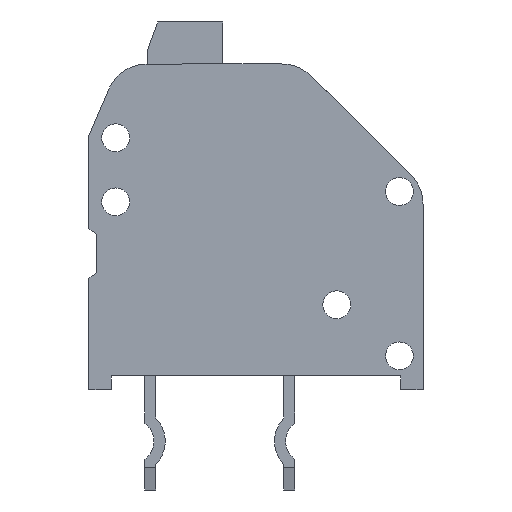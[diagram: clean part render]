
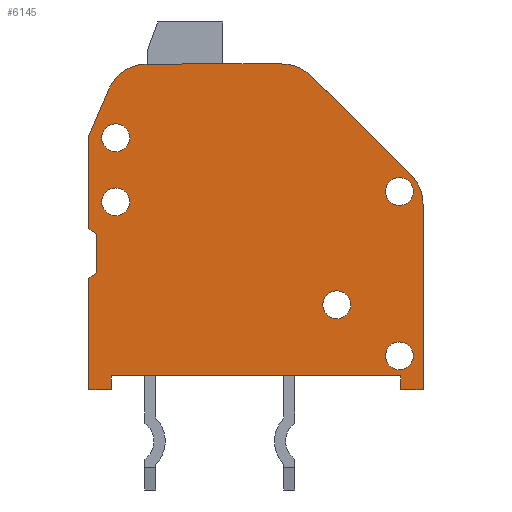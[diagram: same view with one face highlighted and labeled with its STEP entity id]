
A CAD part, left-side view. The second image highlights one B-rep face of the part: STEP entity #6145.
In plain terms, the highlighted planar face has unit normal (-1, 0, 0).
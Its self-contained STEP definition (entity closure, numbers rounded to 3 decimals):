
#5256 = VERTEX_POINT('',#5257);
#5257 = CARTESIAN_POINT('',(-21.798,-2.9,2.553)
  );
#5275 = VERTEX_POINT('',#5276);
#5276 = CARTESIAN_POINT('',(-21.798,-2.9,3.553)
  );
#5282 = EDGE_CURVE('',#5275,#5256,#5283,.T.);
#5283 = CIRCLE('',#5284,0.5);
#5284 = AXIS2_PLACEMENT_3D('',#5285,#5286,#5287);
#5285 = CARTESIAN_POINT('',(-21.798,-2.9,3.053)
  );
#5286 = DIRECTION('',(1.,0.,-0.));
#5287 = DIRECTION('',(0.,0.,1.));
#5298 = VERTEX_POINT('',#5299);
#5299 = CARTESIAN_POINT('',(-21.798,-5.15,0.716));
#5317 = VERTEX_POINT('',#5318);
#5318 = CARTESIAN_POINT('',(-21.798,-5.15,1.716));
#5324 = EDGE_CURVE('',#5317,#5298,#5325,.T.);
#5325 = CIRCLE('',#5326,0.5);
#5326 = AXIS2_PLACEMENT_3D('',#5327,#5328,#5329);
#5327 = CARTESIAN_POINT('',(-21.798,-5.15,1.216));
#5328 = DIRECTION('',(1.,0.,-0.));
#5329 = DIRECTION('',(0.,0.,1.));
#5340 = VERTEX_POINT('',#5341);
#5341 = CARTESIAN_POINT('',(-21.798,-5.15,6.619)
  );
#5359 = VERTEX_POINT('',#5360);
#5360 = CARTESIAN_POINT('',(-21.798,-5.15,7.619)
  );
#5366 = EDGE_CURVE('',#5359,#5340,#5367,.T.);
#5367 = CIRCLE('',#5368,0.5);
#5368 = AXIS2_PLACEMENT_3D('',#5369,#5370,#5371);
#5369 = CARTESIAN_POINT('',(-21.798,-5.15,7.119)
  );
#5370 = DIRECTION('',(1.,0.,-0.));
#5371 = DIRECTION('',(0.,0.,1.));
#5382 = VERTEX_POINT('',#5383);
#5383 = CARTESIAN_POINT('',(-21.798,5.039,8.548));
#5401 = VERTEX_POINT('',#5402);
#5402 = CARTESIAN_POINT('',(-21.798,5.039,9.548));
#5408 = EDGE_CURVE('',#5401,#5382,#5409,.T.);
#5409 = CIRCLE('',#5410,0.5);
#5410 = AXIS2_PLACEMENT_3D('',#5411,#5412,#5413);
#5411 = CARTESIAN_POINT('',(-21.798,5.039,9.048));
#5412 = DIRECTION('',(1.,0.,-0.));
#5413 = DIRECTION('',(0.,0.,1.));
#5424 = VERTEX_POINT('',#5425);
#5425 = CARTESIAN_POINT('',(-21.798,5.039,6.247));
#5443 = VERTEX_POINT('',#5444);
#5444 = CARTESIAN_POINT('',(-21.798,5.039,7.247));
#5450 = EDGE_CURVE('',#5443,#5424,#5451,.T.);
#5451 = CIRCLE('',#5452,0.5);
#5452 = AXIS2_PLACEMENT_3D('',#5453,#5454,#5455);
#5453 = CARTESIAN_POINT('',(-21.798,5.039,6.747));
#5454 = DIRECTION('',(1.,0.,-0.));
#5455 = DIRECTION('',(0.,0.,1.));
#5476 = VERTEX_POINT('',#5477);
#5477 = CARTESIAN_POINT('',(-21.798,4.022,11.696)
  );
#5483 = EDGE_CURVE('',#5476,#5484,#5486,.T.);
#5484 = VERTEX_POINT('',#5485);
#5485 = CARTESIAN_POINT('',(-21.798,0.721,11.7));
#5486 = LINE('',#5487,#5488);
#5487 = CARTESIAN_POINT('',(-21.798,0.015,
    11.701));
#5488 = VECTOR('',#5489,1.);
#5489 = DIRECTION('',(0.,-1.,0.001));
#5515 = VERTEX_POINT('',#5516);
#5516 = CARTESIAN_POINT('',(-21.798,5.287,10.791)
  );
#5522 = EDGE_CURVE('',#5476,#5515,#5523,.T.);
#5523 = CIRCLE('',#5524,1.5);
#5524 = AXIS2_PLACEMENT_3D('',#5525,#5526,#5527);
#5525 = CARTESIAN_POINT('',(-21.798,3.909,10.2));
#5526 = DIRECTION('',(-1.,0.,0.));
#5527 = DIRECTION('',(0.,0.,1.));
#5547 = VERTEX_POINT('',#5548);
#5548 = CARTESIAN_POINT('',(-21.798,6.,9.127));
#5554 = EDGE_CURVE('',#5515,#5547,#5555,.T.);
#5555 = LINE('',#5556,#5557);
#5556 = CARTESIAN_POINT('',(-21.798,8.373,3.586)
  );
#5557 = VECTOR('',#5558,1.);
#5558 = DIRECTION('',(0.,0.394,-0.919));
#5578 = VERTEX_POINT('',#5579);
#5579 = CARTESIAN_POINT('',(-21.798,6.,5.775));
#5585 = EDGE_CURVE('',#5547,#5578,#5586,.T.);
#5586 = LINE('',#5587,#5588);
#5587 = CARTESIAN_POINT('',(-21.798,6.,0.));
#5588 = VECTOR('',#5589,1.);
#5589 = DIRECTION('',(0.,0.,-1.));
#5609 = VERTEX_POINT('',#5610);
#5610 = CARTESIAN_POINT('',(-21.798,5.733,5.584)
  );
#5616 = EDGE_CURVE('',#5578,#5609,#5617,.T.);
#5617 = LINE('',#5618,#5619);
#5618 = CARTESIAN_POINT('',(-21.798,-0.698,0.974)
  );
#5619 = VECTOR('',#5620,1.);
#5620 = DIRECTION('',(0.,-0.813,-0.583));
#5640 = VERTEX_POINT('',#5641);
#5641 = CARTESIAN_POINT('',(-21.798,5.733,4.219)
  );
#5647 = EDGE_CURVE('',#5609,#5640,#5648,.T.);
#5648 = LINE('',#5649,#5650);
#5649 = CARTESIAN_POINT('',(-21.798,5.733,0.));
#5650 = VECTOR('',#5651,1.);
#5651 = DIRECTION('',(0.,0.,-1.));
#5671 = VERTEX_POINT('',#5672);
#5672 = CARTESIAN_POINT('',(-21.798,6.,3.987));
#5678 = EDGE_CURVE('',#5640,#5671,#5679,.T.);
#5679 = LINE('',#5680,#5681);
#5680 = CARTESIAN_POINT('',(-21.798,4.561,5.24));
#5681 = VECTOR('',#5682,1.);
#5682 = DIRECTION('',(0.,0.754,-0.657));
#5702 = VERTEX_POINT('',#5703);
#5703 = CARTESIAN_POINT('',(-21.798,6.,0.));
#5709 = EDGE_CURVE('',#5671,#5702,#5710,.T.);
#5710 = LINE('',#5711,#5712);
#5711 = CARTESIAN_POINT('',(-21.798,6.,0.));
#5712 = VECTOR('',#5713,1.);
#5713 = DIRECTION('',(0.,0.,-1.));
#5733 = VERTEX_POINT('',#5734);
#5734 = CARTESIAN_POINT('',(-21.798,5.2,0.));
#5740 = EDGE_CURVE('',#5702,#5733,#5741,.T.);
#5741 = LINE('',#5742,#5743);
#5742 = CARTESIAN_POINT('',(-21.798,0.,
    0.));
#5743 = VECTOR('',#5744,1.);
#5744 = DIRECTION('',(0.,-1.,0.));
#5764 = VERTEX_POINT('',#5765);
#5765 = CARTESIAN_POINT('',(-21.798,5.2,0.5));
#5771 = EDGE_CURVE('',#5733,#5764,#5772,.T.);
#5772 = LINE('',#5773,#5774);
#5773 = CARTESIAN_POINT('',(-21.798,5.2,0.));
#5774 = VECTOR('',#5775,1.);
#5775 = DIRECTION('',(0.,0.,1.));
#5795 = VERTEX_POINT('',#5796);
#5796 = CARTESIAN_POINT('',(-21.798,-5.2,0.5));
#5802 = EDGE_CURVE('',#5764,#5795,#5803,.T.);
#5803 = LINE('',#5804,#5805);
#5804 = CARTESIAN_POINT('',(-21.798,0.,0.5));
#5805 = VECTOR('',#5806,1.);
#5806 = DIRECTION('',(0.,-1.,0.));
#5826 = VERTEX_POINT('',#5827);
#5827 = CARTESIAN_POINT('',(-21.798,-5.2,0.));
#5833 = EDGE_CURVE('',#5795,#5826,#5834,.T.);
#5834 = LINE('',#5835,#5836);
#5835 = CARTESIAN_POINT('',(-21.798,-5.2,0.));
#5836 = VECTOR('',#5837,1.);
#5837 = DIRECTION('',(0.,0.,-1.));
#5857 = VERTEX_POINT('',#5858);
#5858 = CARTESIAN_POINT('',(-21.798,-6.,0.));
#5864 = EDGE_CURVE('',#5826,#5857,#5865,.T.);
#5865 = LINE('',#5866,#5867);
#5866 = CARTESIAN_POINT('',(-21.798,0.,
    0.));
#5867 = VECTOR('',#5868,1.);
#5868 = DIRECTION('',(0.,-1.,0.));
#5888 = VERTEX_POINT('',#5889);
#5889 = CARTESIAN_POINT('',(-21.798,-6.,6.662));
#5895 = EDGE_CURVE('',#5857,#5888,#5896,.T.);
#5896 = LINE('',#5897,#5898);
#5897 = CARTESIAN_POINT('',(-21.798,-6.,0.));
#5898 = VECTOR('',#5899,1.);
#5899 = DIRECTION('',(0.,0.,1.));
#5920 = VERTEX_POINT('',#5921);
#5921 = CARTESIAN_POINT('',(-21.798,-5.554,7.729)
  );
#5927 = EDGE_CURVE('',#5888,#5920,#5928,.T.);
#5928 = CIRCLE('',#5929,1.5);
#5929 = AXIS2_PLACEMENT_3D('',#5930,#5931,#5932);
#5930 = CARTESIAN_POINT('',(-21.798,-4.5,6.662));
#5931 = DIRECTION('',(-1.,0.,0.));
#5932 = DIRECTION('',(0.,0.,1.));
#5952 = VERTEX_POINT('',#5953);
#5953 = CARTESIAN_POINT('',(-21.798,-1.97,11.267
    ));
#5959 = EDGE_CURVE('',#5920,#5952,#5960,.T.);
#5960 = LINE('',#5961,#5962);
#5961 = CARTESIAN_POINT('',(-21.798,-6.606,6.691)
  );
#5962 = VECTOR('',#5963,1.);
#5963 = DIRECTION('',(0.,0.712,0.703));
#5984 = VERTEX_POINT('',#5985);
#5985 = CARTESIAN_POINT('',(-21.798,-0.916,11.7));
#5991 = EDGE_CURVE('',#5952,#5984,#5992,.T.);
#5992 = CIRCLE('',#5993,1.5);
#5993 = AXIS2_PLACEMENT_3D('',#5994,#5995,#5996);
#5994 = CARTESIAN_POINT('',(-21.798,-0.916,10.2));
#5995 = DIRECTION('',(-1.,0.,0.));
#5996 = DIRECTION('',(0.,0.,1.));
#6015 = EDGE_CURVE('',#5424,#5443,#6016,.T.);
#6016 = CIRCLE('',#6017,0.5);
#6017 = AXIS2_PLACEMENT_3D('',#6018,#6019,#6020);
#6018 = CARTESIAN_POINT('',(-21.798,5.039,6.747));
#6019 = DIRECTION('',(1.,0.,-0.));
#6020 = DIRECTION('',(0.,0.,1.));
#6039 = EDGE_CURVE('',#5382,#5401,#6040,.T.);
#6040 = CIRCLE('',#6041,0.5);
#6041 = AXIS2_PLACEMENT_3D('',#6042,#6043,#6044);
#6042 = CARTESIAN_POINT('',(-21.798,5.039,9.048));
#6043 = DIRECTION('',(1.,0.,-0.));
#6044 = DIRECTION('',(0.,0.,1.));
#6063 = EDGE_CURVE('',#5340,#5359,#6064,.T.);
#6064 = CIRCLE('',#6065,0.5);
#6065 = AXIS2_PLACEMENT_3D('',#6066,#6067,#6068);
#6066 = CARTESIAN_POINT('',(-21.798,-5.15,7.119)
  );
#6067 = DIRECTION('',(1.,0.,-0.));
#6068 = DIRECTION('',(0.,0.,1.));
#6087 = EDGE_CURVE('',#5298,#5317,#6088,.T.);
#6088 = CIRCLE('',#6089,0.5);
#6089 = AXIS2_PLACEMENT_3D('',#6090,#6091,#6092);
#6090 = CARTESIAN_POINT('',(-21.798,-5.15,1.216));
#6091 = DIRECTION('',(1.,0.,-0.));
#6092 = DIRECTION('',(0.,0.,1.));
#6110 = EDGE_CURVE('',#5984,#5484,#6111,.T.);
#6111 = LINE('',#6112,#6113);
#6112 = CARTESIAN_POINT('',(-21.798,0.,11.7));
#6113 = VECTOR('',#6114,1.);
#6114 = DIRECTION('',(0.,1.,0.));
#6133 = EDGE_CURVE('',#5256,#5275,#6134,.T.);
#6134 = CIRCLE('',#6135,0.5);
#6135 = AXIS2_PLACEMENT_3D('',#6136,#6137,#6138);
#6136 = CARTESIAN_POINT('',(-21.798,-2.9,3.053)
  );
#6137 = DIRECTION('',(1.,0.,-0.));
#6138 = DIRECTION('',(0.,0.,1.));
#6145 = ADVANCED_FACE('',(#6146,#6166,#6170,#6174,#6178,#6182),#6186,.T.
  );
#6146 = FACE_BOUND('',#6147,.T.);
#6147 = EDGE_LOOP('',(#6148,#6149,#6150,#6151,#6152,#6153,#6154,#6155,
    #6156,#6157,#6158,#6159,#6160,#6161,#6162,#6163,#6164,#6165));
#6148 = ORIENTED_EDGE('',*,*,#5483,.F.);
#6149 = ORIENTED_EDGE('',*,*,#5522,.T.);
#6150 = ORIENTED_EDGE('',*,*,#5554,.T.);
#6151 = ORIENTED_EDGE('',*,*,#5585,.T.);
#6152 = ORIENTED_EDGE('',*,*,#5616,.T.);
#6153 = ORIENTED_EDGE('',*,*,#5647,.T.);
#6154 = ORIENTED_EDGE('',*,*,#5678,.T.);
#6155 = ORIENTED_EDGE('',*,*,#5709,.T.);
#6156 = ORIENTED_EDGE('',*,*,#5740,.T.);
#6157 = ORIENTED_EDGE('',*,*,#5771,.T.);
#6158 = ORIENTED_EDGE('',*,*,#5802,.T.);
#6159 = ORIENTED_EDGE('',*,*,#5833,.T.);
#6160 = ORIENTED_EDGE('',*,*,#5864,.T.);
#6161 = ORIENTED_EDGE('',*,*,#5895,.T.);
#6162 = ORIENTED_EDGE('',*,*,#5927,.T.);
#6163 = ORIENTED_EDGE('',*,*,#5959,.T.);
#6164 = ORIENTED_EDGE('',*,*,#5991,.T.);
#6165 = ORIENTED_EDGE('',*,*,#6110,.T.);
#6166 = FACE_BOUND('',#6167,.T.);
#6167 = EDGE_LOOP('',(#6168,#6169));
#6168 = ORIENTED_EDGE('',*,*,#6087,.T.);
#6169 = ORIENTED_EDGE('',*,*,#5324,.T.);
#6170 = FACE_BOUND('',#6171,.T.);
#6171 = EDGE_LOOP('',(#6172,#6173));
#6172 = ORIENTED_EDGE('',*,*,#6063,.T.);
#6173 = ORIENTED_EDGE('',*,*,#5366,.T.);
#6174 = FACE_BOUND('',#6175,.T.);
#6175 = EDGE_LOOP('',(#6176,#6177));
#6176 = ORIENTED_EDGE('',*,*,#6039,.T.);
#6177 = ORIENTED_EDGE('',*,*,#5408,.T.);
#6178 = FACE_BOUND('',#6179,.T.);
#6179 = EDGE_LOOP('',(#6180,#6181));
#6180 = ORIENTED_EDGE('',*,*,#6015,.T.);
#6181 = ORIENTED_EDGE('',*,*,#5450,.T.);
#6182 = FACE_BOUND('',#6183,.T.);
#6183 = EDGE_LOOP('',(#6184,#6185));
#6184 = ORIENTED_EDGE('',*,*,#6133,.T.);
#6185 = ORIENTED_EDGE('',*,*,#5282,.T.);
#6186 = PLANE('',#6187);
#6187 = AXIS2_PLACEMENT_3D('',#6188,#6189,#6190);
#6188 = CARTESIAN_POINT('',(-21.798,0.,0.));
#6189 = DIRECTION('',(-1.,0.,0.));
#6190 = DIRECTION('',(0.,0.,1.));
